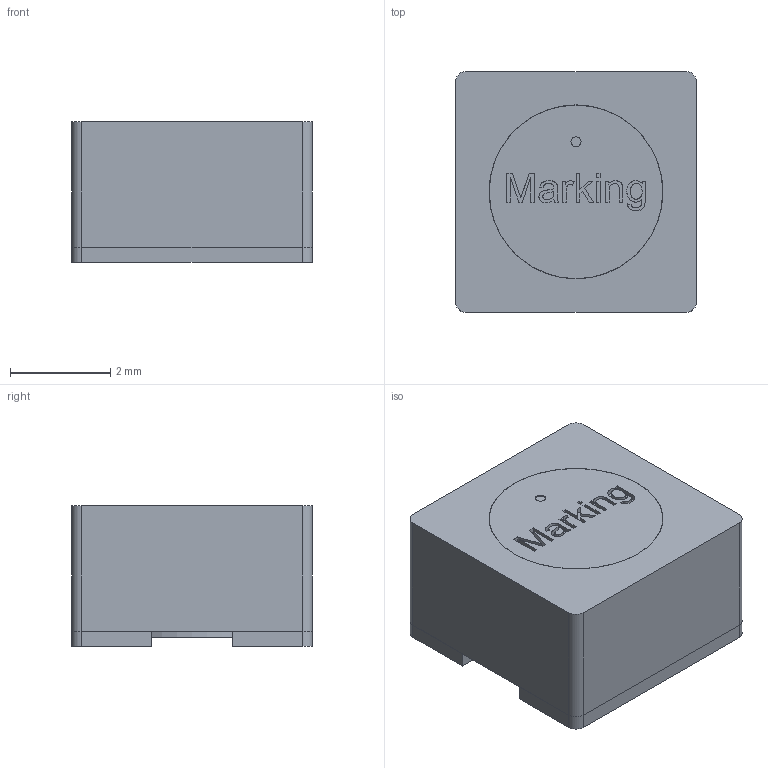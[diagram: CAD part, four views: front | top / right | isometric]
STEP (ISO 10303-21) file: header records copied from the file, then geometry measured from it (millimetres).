
FILE_DESCRIPTION(('FreeCAD Model'),'2;1');
FILE_NAME('Assem1_cp.step','2019-03-21T21:23:57',( 'kicad StepUp'),('ksu MCAD'),'Open CASCADE STEP processor 7.3', 'FreeCAD','Unknown');
FILE_SCHEMA(('AUTOMOTIVE_DESIGN { 1 0 10303 214 1 1 1 1 }'));
Length unit declared in the file: millimetre
Products named in the file (1): Assem1_cp
Bounding box: 4.8 x 4.8 x 2.8 mm (x, y, z)
Volume: 50.3 mm3; surface area: 246.2 mm2
Topology: 6 solids, 6 shells, 146 faces, 353 edges, 233 vertices
Faces by surface type: plane 98, cylinder 24, extrusion 16, torus 6, bspline 2
Full cylindrical faces by diameter (mm): 0.18 x6, 0.2 x1, 1.6 x1, 3.46 x1, 3.47 x1
Entity records: 13072 total; most frequent: CARTESIAN_POINT 5439, DIRECTION 1012, ORIENTED_EDGE 706, PCURVE 706, DEFINITIONAL_REPRESENTATION 706, VECTOR 607, LINE 591, B_SPLINE_CURVE_WITH_KNOTS 385
